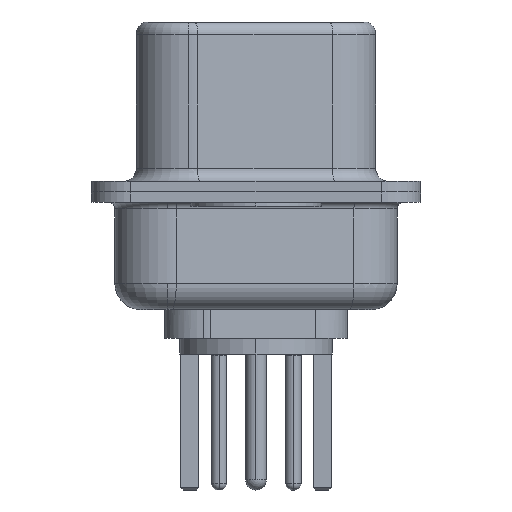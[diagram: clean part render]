
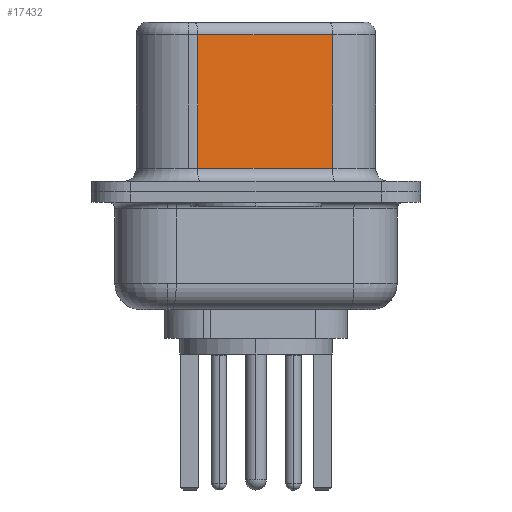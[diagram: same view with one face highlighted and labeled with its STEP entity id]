
A CAD part, left-side view. The second image highlights one B-rep face of the part: STEP entity #17432.
In plain terms, the highlighted planar face has unit normal (-0.985, -0.174, 0).
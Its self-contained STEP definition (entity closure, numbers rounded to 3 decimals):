
#624 = EDGE_CURVE ( 'NONE', #7786, #7905, #9399, .T. ) ;
#654 = VERTEX_POINT ( 'NONE', #1182 ) ;
#819 = EDGE_CURVE ( 'NONE', #12669, #654, #6698, .T. ) ;
#1182 = CARTESIAN_POINT ( 'NONE',  ( 4.585, -2.927, 0.9 ) ) ;
#2200 = ORIENTED_EDGE ( 'NONE', *, *, #624, .T. ) ;
#3489 = PLANE ( 'NONE',  #4135 ) ;
#3490 = CARTESIAN_POINT ( 'NONE',  ( 4.585, -2.927, 6.02 ) ) ;
#3565 = ORIENTED_EDGE ( 'NONE', *, *, #15706, .T. ) ;
#4088 = DIRECTION ( 'NONE',  ( 0., 0., -1. ) ) ;
#4135 = AXIS2_PLACEMENT_3D ( 'NONE', #15953, #9762, #12625 ) ;
#4139 = LINE ( 'NONE', #10103, #4846 ) ;
#4404 = VECTOR ( 'NONE', #14052, 1000. ) ;
#4846 = VECTOR ( 'NONE', #4088, 1000. ) ;
#5779 = CARTESIAN_POINT ( 'NONE',  ( 4.585, -2.927, 0.9 ) ) ;
#6152 = ORIENTED_EDGE ( 'NONE', *, *, #7136, .F. ) ;
#6698 = LINE ( 'NONE', #5779, #19602 ) ;
#7136 = EDGE_CURVE ( 'NONE', #7786, #654, #16355, .T. ) ;
#7370 = DIRECTION ( 'NONE',  ( 0.174, -0.985, 0. ) ) ;
#7786 = VERTEX_POINT ( 'NONE', #3490 ) ;
#7905 = VERTEX_POINT ( 'NONE', #11464 ) ;
#8720 = ORIENTED_EDGE ( 'NONE', *, *, #819, .T. ) ;
#9399 = LINE ( 'NONE', #18065, #9656 ) ;
#9656 = VECTOR ( 'NONE', #15029, 1000. ) ;
#9762 = DIRECTION ( 'NONE',  ( 0.985, 0.174, 0. ) ) ;
#10103 = CARTESIAN_POINT ( 'NONE',  ( 3.675, 2.233, 6.52 ) ) ;
#11464 = CARTESIAN_POINT ( 'NONE',  ( 3.675, 2.233, 6.02 ) ) ;
#12625 = DIRECTION ( 'NONE',  ( -0.174, 0.985, 0. ) ) ;
#12669 = VERTEX_POINT ( 'NONE', #17867 ) ;
#12696 = CARTESIAN_POINT ( 'NONE',  ( 4.585, -2.927, 6.52 ) ) ;
#14052 = DIRECTION ( 'NONE',  ( 0., 0., -1. ) ) ;
#15029 = DIRECTION ( 'NONE',  ( -0.174, 0.985, 0. ) ) ;
#15706 = EDGE_CURVE ( 'NONE', #7905, #12669, #4139, .T. ) ;
#15953 = CARTESIAN_POINT ( 'NONE',  ( 4.585, -2.927, 6.52 ) ) ;
#16355 = LINE ( 'NONE', #12696, #4404 ) ;
#17432 = ADVANCED_FACE ( 'NONE', ( #18438 ), #3489, .F. ) ;
#17867 = CARTESIAN_POINT ( 'NONE',  ( 3.675, 2.233, 0.9 ) ) ;
#18015 = EDGE_LOOP ( 'NONE', ( #6152, #2200, #3565, #8720 ) ) ;
#18065 = CARTESIAN_POINT ( 'NONE',  ( 4.585, -2.927, 6.02 ) ) ;
#18438 = FACE_OUTER_BOUND ( 'NONE', #18015, .T. ) ;
#19602 = VECTOR ( 'NONE', #7370, 1000. ) ;
